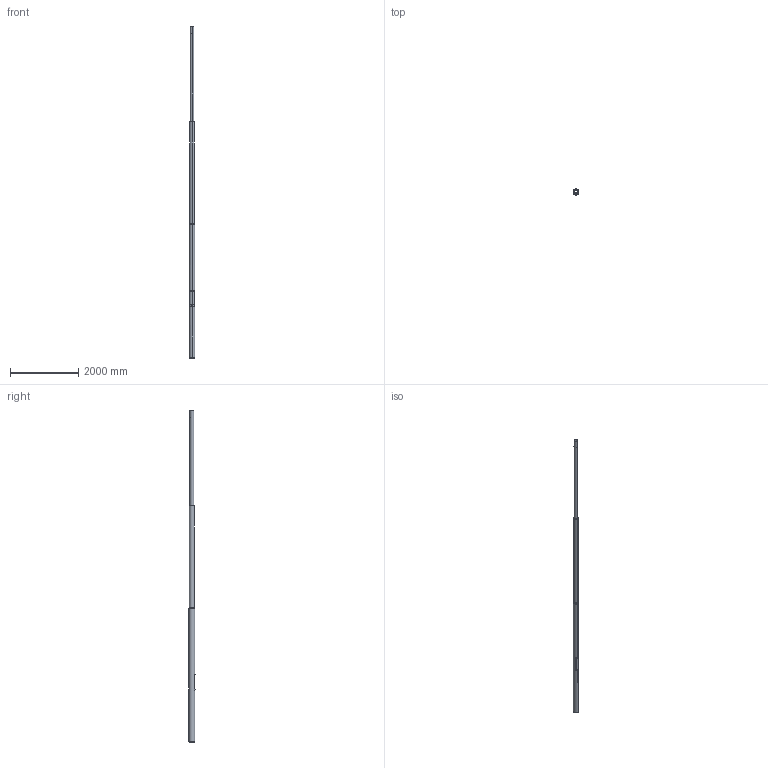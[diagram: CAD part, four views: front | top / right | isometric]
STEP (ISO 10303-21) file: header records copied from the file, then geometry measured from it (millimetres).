
FILE_DESCRIPTION (( 'STEP AP214' ), '1' );
FILE_NAME ('110140KXXX B310O 4608211 OLAKERUNKO_3D.step', '2022-05-28T14:34:51', ( '' ), ( '' ), 'SwSTEP 2.0', 'SolidWorks 2021', '' );
FILE_SCHEMA (( 'AUTOMOTIVE_DESIGN' ));
Length unit declared in the file: millimetre
Products named in the file (10): 139,7X3,6 PYÖREÄPUTKI-VÄLI_168-139-114 VŽLIPUTKI TASALATVA-2400; socket head cap screw_din_DIN 912 M6 x 16 --- 16N; LATTA 5X16X460 KYTKENTÄAUKON VAHVIKE_C 1; KYTKENTÄAUKON LATTARAUTA_LATTA 4X20X120; socket set screw cone point_din_DIN 914 - M10 x 30-N; 114,3X3,6 PY烼E鵬UTKI-LATVA_114,3X3,6 LATVAPUTKI-2800; socket set screw cone point_din_DIN 914 - M10 x 25-N; 110140KXXX B310O 4608211 OLAKERUNKO_3D; 168,3X4,0 PYÖREÄPUTKI-TYVI_168 TYVIPUTKI TASALATVA-3900; YKSI R_KYTKENTÄAUKON LUUKKU_LUUKKU D168,3
Assembly tree (15 placements, depth 2):
  110140KXXX B310O 4608211 OLAKERUNKO_3D
    168,3X4,0 PYÖREÄPUTKI-TYVI_168 TYVIPUTKI TASALATVA-3900
    139,7X3,6 PYÖREÄPUTKI-VÄLI_168-139-114 VŽLIPUTKI TASALATVA-2400
    114,3X3,6 PY烼E鵬UTKI-LATVA_114,3X3,6 LATVAPUTKI-2800
    socket set screw cone point_din_DIN 914 - M10 x 30-N
    socket set screw cone point_din_DIN 914 - M10 x 25-N  x2
    YKSI R_KYTKENTÄAUKON LUUKKU_LUUKKU D168,3
    socket head cap screw_din_DIN 912 M6 x 16 --- 16N  x4
    KYTKENTÄAUKON LATTARAUTA_LATTA 4X20X120  x2
    LATTA 5X16X460 KYTKENTÄAUKON VAHVIKE_C 1  x2
Bounding box: 168.3 x 175.8 x 9700 mm (x, y, z)
Volume: 16236062.5 mm3; surface area: 8675840.5 mm2
Topology: 15 solids, 15 shells, 257 faces, 612 edges, 378 vertices
Faces by surface type: plane 131, cylinder 68, cone 42, torus 16
Entity records: 6306 total; most frequent: CARTESIAN_POINT 2290, ORIENTED_EDGE 748, DIRECTION 734, EDGE_CURVE 374, AXIS2_PLACEMENT_3D 267, VERTEX_POINT 239, LINE 200, VECTOR 200
